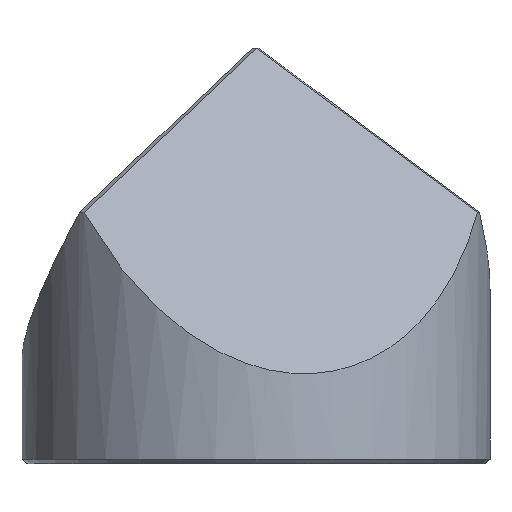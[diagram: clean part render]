
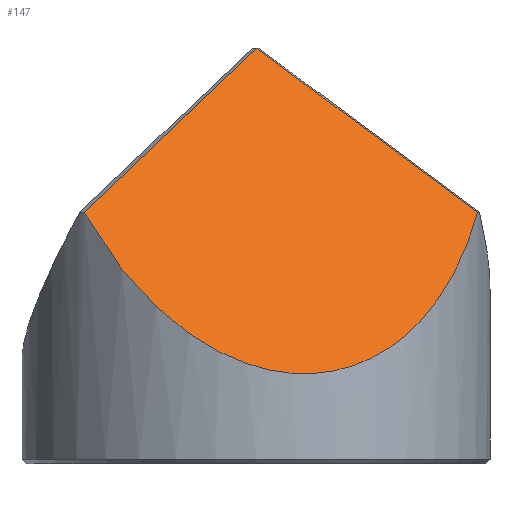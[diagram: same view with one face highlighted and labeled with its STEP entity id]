
A CAD part, front view. The second image highlights one B-rep face of the part: STEP entity #147.
In plain terms, the highlighted planar face has unit normal (0.168, -0.799, 0.577).
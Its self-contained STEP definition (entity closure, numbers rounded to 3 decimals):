
#7 = PLANE ( 'NONE',  #162 ) ;
#12 = LINE ( 'NONE', #153, #134 ) ;
#26 = CARTESIAN_POINT ( 'NONE',  ( -2.917, -2.712, 5.633 ) ) ;
#28 = VERTEX_POINT ( 'NONE', #86 ) ;
#40 = DIRECTION ( 'NONE',  ( -0.776, 0.254, 0.577 ) ) ;
#47 = ORIENTED_EDGE ( 'NONE', *, *, #179, .T. ) ;
#61 = CARTESIAN_POINT ( 'NONE',  ( -0.796, -6.509, -0.239 ) ) ;
#86 = CARTESIAN_POINT ( 'NONE',  ( 0.017, -0.08, 8.42 ) ) ;
#88 = DIRECTION ( 'NONE',  ( 0., -0.586, -0.811 ) ) ;
#108 = ORIENTED_EDGE ( 'NONE', *, *, #275, .T. ) ;
#115 = CARTESIAN_POINT ( 'NONE',  ( -3.674, -3.391, 4.914 ) ) ;
#130 = VECTOR ( 'NONE', #202, 1000. ) ;
#132 = EDGE_CURVE ( 'NONE', #196, #305, #226, .T. ) ;
#134 = VECTOR ( 'NONE', #40, 1000. ) ;
#147 = ADVANCED_FACE ( 'NONE', ( #213 ), #7, .T. ) ;
#153 = CARTESIAN_POINT ( 'NONE',  ( 3.764, -1.305, 5.633 ) ) ;
#162 = AXIS2_PLACEMENT_3D ( 'NONE', #347, #323, #88 ) ;
#177 = CARTESIAN_POINT ( 'NONE',  ( 3.355, -5.634, -0.239 ) ) ;
#179 = EDGE_CURVE ( 'NONE', #305, #28, #12, .T. ) ;
#196 = VERTEX_POINT ( 'NONE', #351 ) ;
#200 = ORIENTED_EDGE ( 'NONE', *, *, #132, .T. ) ;
#202 = DIRECTION ( 'NONE',  ( -0.608, -0.545, -0.577 ) ) ;
#213 = FACE_OUTER_BOUND ( 'NONE', #363, .T. ) ;
#226 =( BOUNDED_CURVE ( )  B_SPLINE_CURVE ( 3, ( #115, #61, #177, #294 ),
 .UNSPECIFIED., .F., .T. ) 
 B_SPLINE_CURVE_WITH_KNOTS ( ( 4, 4 ),
 ( 5.25, 7.316 ),
 .UNSPECIFIED. ) 
 CURVE ( )  GEOMETRIC_REPRESENTATION_ITEM ( )  RATIONAL_B_SPLINE_CURVE ( ( 1., 0.675, 0.675, 1. ) ) 
 REPRESENTATION_ITEM ( '' )  );
#275 = EDGE_CURVE ( 'NONE', #28, #196, #340, .T. ) ;
#294 = CARTESIAN_POINT ( 'NONE',  ( 4.73, -1.62, 4.914 ) ) ;
#305 = VERTEX_POINT ( 'NONE', #316 ) ;
#316 = CARTESIAN_POINT ( 'NONE',  ( 4.73, -1.62, 4.914 ) ) ;
#323 = DIRECTION ( 'NONE',  ( 0.168, -0.799, 0.577 ) ) ;
#340 = LINE ( 'NONE', #26, #130 ) ;
#347 = CARTESIAN_POINT ( 'NONE',  ( 0.83, -3.937, 2.845 ) ) ;
#351 = CARTESIAN_POINT ( 'NONE',  ( -3.674, -3.391, 4.914 ) ) ;
#363 = EDGE_LOOP ( 'NONE', ( #47, #108, #200 ) ) ;
